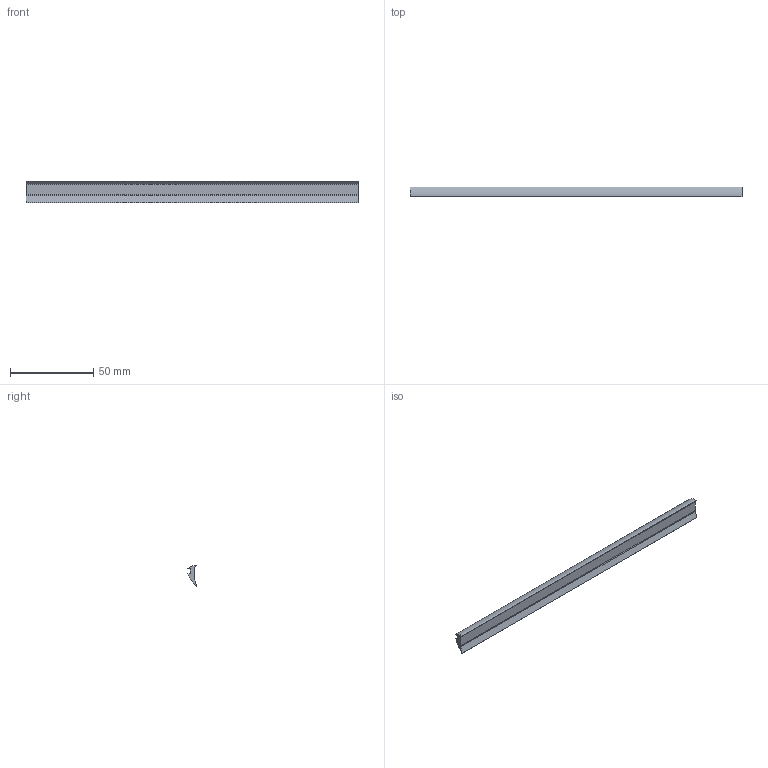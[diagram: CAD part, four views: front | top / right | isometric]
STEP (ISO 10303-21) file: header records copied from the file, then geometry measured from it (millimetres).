
FILE_DESCRIPTION(('STEP AP203'),'2;1');
FILE_NAME('21.004.00.stp','2011-02-14T09:11:36',(''),(''),'2009.3.110','THINKDESIGN','');
FILE_SCHEMA(('CONFIG_CONTROL_DESIGN'));
Length unit declared in the file: millimetre
Bounding box: 200 x 5.93 x 12.84 mm (x, y, z)
Volume: 6267.6 mm3; surface area: 7291.1 mm2
Topology: 1 solids, 1 shells, 18 faces, 46 edges, 30 vertices
Faces by surface type: plane 10, cylinder 8
Entity records: 641 total; most frequent: DIRECTION 96, CARTESIAN_POINT 94, ORIENTED_EDGE 92, EDGE_CURVE 46, AXIS2_PLACEMENT_3D 32, VECTOR 32, LINE 32, VERTEX_POINT 30
